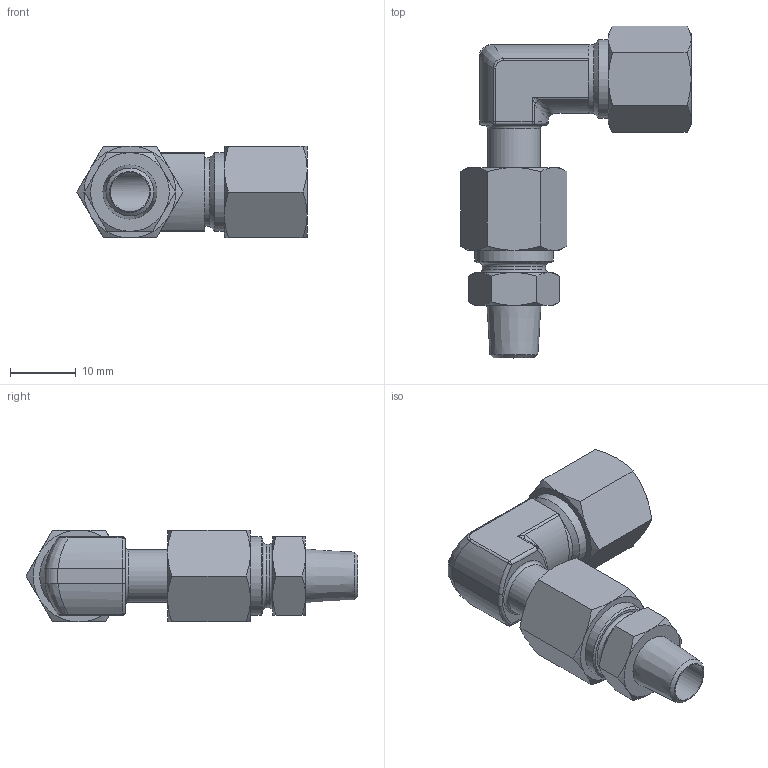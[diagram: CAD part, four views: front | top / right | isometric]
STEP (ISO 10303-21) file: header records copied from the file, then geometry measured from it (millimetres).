
FILE_DESCRIPTION((''),'2;1');
FILE_NAME('Schneidringverschraubung R1_8a für aØ8mm einstellbar_26.0012.221.stp','2010-12-23T16:17:22',('002164'),(''),'Autodesk Inventor 2010','Autodesk Inventor 2010','');
FILE_SCHEMA(('AUTOMOTIVE_DESIGN { 1 0 10303 214 1 1 1 1 }'));
Length unit declared in the file: millimetre
Products named in the file (1): ansri05a
Bounding box: 35.08 x 50.58 x 14 mm (x, y, z)
Volume: 5941.2 mm3; surface area: 4647.8 mm2
Topology: 1 solids, 1 shells, 119 faces, 269 edges, 153 vertices
Faces by surface type: cone 42, plane 34, cylinder 26, bspline 10, sphere 4, torus 3
Full cylindrical faces by diameter (mm): 6 x2, 8 x2, 9.7 x1, 10.5 x1, 12 x2
Entity records: 3368 total; most frequent: CARTESIAN_POINT 1001, DIRECTION 489, ORIENTED_EDGE 486, EDGE_CURVE 243, AXIS2_PLACEMENT_3D 216, VERTEX_POINT 150, EDGE_LOOP 145, FACE_OUTER_BOUND 119
